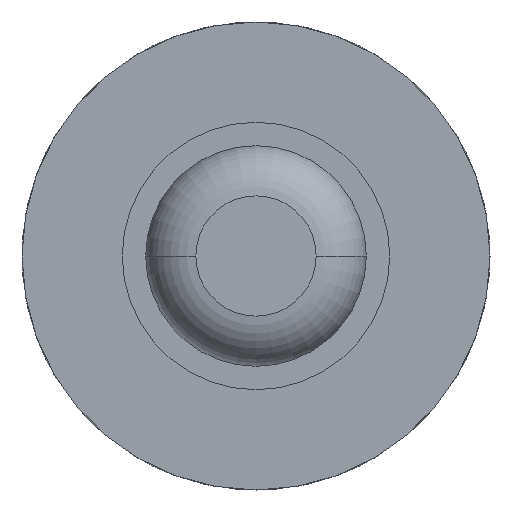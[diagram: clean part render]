
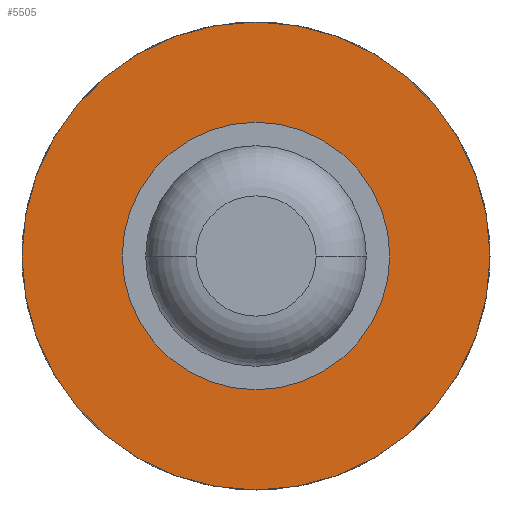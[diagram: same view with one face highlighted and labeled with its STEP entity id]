
A CAD part, front view. The second image highlights one B-rep face of the part: STEP entity #5505.
In plain terms, the highlighted planar face has unit normal (0, -1, 0).
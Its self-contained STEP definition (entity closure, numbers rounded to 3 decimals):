
#34 = DIRECTION ( 'NONE',  ( 0., -1., 0. ) ) ;
#235 = CARTESIAN_POINT ( 'NONE',  ( 0., 5.3, 0. ) ) ;
#1102 = ORIENTED_EDGE ( 'NONE', *, *, #3007, .T. ) ;
#1152 = DIRECTION ( 'NONE',  ( 0., -1., 0. ) ) ;
#1215 = DIRECTION ( 'NONE',  ( 0., 0., -1. ) ) ;
#1419 = CIRCLE ( 'NONE', #5348, 0.5 ) ;
#1464 = DIRECTION ( 'NONE',  ( 0., -1., 0. ) ) ;
#1568 = FACE_OUTER_BOUND ( 'NONE', #4203, .T. ) ;
#1668 = VERTEX_POINT ( 'NONE', #2730 ) ;
#1716 = AXIS2_PLACEMENT_3D ( 'NONE', #2278, #1464, #1910 ) ;
#1783 = CARTESIAN_POINT ( 'NONE',  ( 0., 5.3, 0.5 ) ) ;
#1908 = AXIS2_PLACEMENT_3D ( 'NONE', #1920, #34, #3831 ) ;
#1910 = DIRECTION ( 'NONE',  ( 0., 0., -1. ) ) ;
#1920 = CARTESIAN_POINT ( 'NONE',  ( 0., 5.3, 0. ) ) ;
#2202 = EDGE_CURVE ( 'Defeature ausgef�hrt1_0+Defeature ausgef�hrt1_21+Defeature ausgef�hrt1_21+Defeature ausgef�hrt1_21', #4268, #6029, #1419, .T. ) ;
#2204 = ORIENTED_EDGE ( 'NONE', *, *, #5237, .T. ) ;
#2278 = CARTESIAN_POINT ( 'NONE',  ( 0., 5.3, 0. ) ) ;
#2448 = EDGE_CURVE ( 'Defeature ausgef�hrt1_0+Defeature ausgef�hrt1_21+Defeature ausgef�hrt1_21+Defeature ausgef�hrt1_21', #6029, #4268, #5297, .T. ) ;
#2567 = DIRECTION ( 'NONE',  ( 0., 0., -1. ) ) ;
#2704 = PLANE ( 'NONE',  #6067 ) ;
#2730 = CARTESIAN_POINT ( 'NONE',  ( 0., 5.3, 1.75 ) ) ;
#2832 = CARTESIAN_POINT ( 'NONE',  ( 0., 5.3, -0.5 ) ) ;
#3007 = EDGE_CURVE ( 'Defeature ausgef�hrt1_21+Defeature ausgef�hrt1_22+Defeature ausgef�hrt1_22+Defeature ausgef�hrt1_22', #1668, #4260, #5954, .T. ) ;
#3636 = FACE_BOUND ( 'NONE', #4283, .T. ) ;
#3664 = CARTESIAN_POINT ( 'NONE',  ( 1.75, 5.3, 0. ) ) ;
#3812 = AXIS2_PLACEMENT_3D ( 'NONE', #4063, #4044, #1215 ) ;
#3831 = DIRECTION ( 'NONE',  ( 0., 0., -1. ) ) ;
#4044 = DIRECTION ( 'NONE',  ( 0., -1., 0. ) ) ;
#4063 = CARTESIAN_POINT ( 'NONE',  ( 0., 5.3, 0. ) ) ;
#4135 = DIRECTION ( 'NONE',  ( 0., 0., -1. ) ) ;
#4194 = DIRECTION ( 'NONE',  ( 0., -1., 0. ) ) ;
#4203 = EDGE_LOOP ( 'NONE', ( #2204, #1102 ) ) ;
#4259 = ORIENTED_EDGE ( 'NONE', *, *, #2448, .F. ) ;
#4260 = VERTEX_POINT ( 'NONE', #4623 ) ;
#4268 = VERTEX_POINT ( 'NONE', #1783 ) ;
#4283 = EDGE_LOOP ( 'NONE', ( #4259, #5139 ) ) ;
#4623 = CARTESIAN_POINT ( 'NONE',  ( 0., 5.3, -1.75 ) ) ;
#5139 = ORIENTED_EDGE ( 'NONE', *, *, #2202, .F. ) ;
#5161 = CIRCLE ( 'NONE', #1908, 1.75 ) ;
#5237 = EDGE_CURVE ( 'Defeature ausgef�hrt1_21+Defeature ausgef�hrt1_22+Defeature ausgef�hrt1_22+Defeature ausgef�hrt1_22', #4260, #1668, #5161, .T. ) ;
#5297 = CIRCLE ( 'NONE', #1716, 0.5 ) ;
#5348 = AXIS2_PLACEMENT_3D ( 'NONE', #235, #1152, #2567 ) ;
#5505 = ADVANCED_FACE ( 'Defeature ausgef�hrt1_21', ( #1568, #3636 ), #2704, .T. ) ;
#5954 = CIRCLE ( 'NONE', #3812, 1.75 ) ;
#6029 = VERTEX_POINT ( 'NONE', #2832 ) ;
#6067 = AXIS2_PLACEMENT_3D ( 'NONE', #3664, #4194, #4135 ) ;
